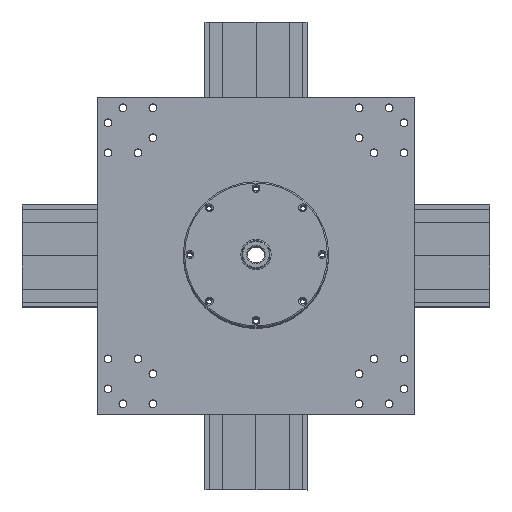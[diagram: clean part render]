
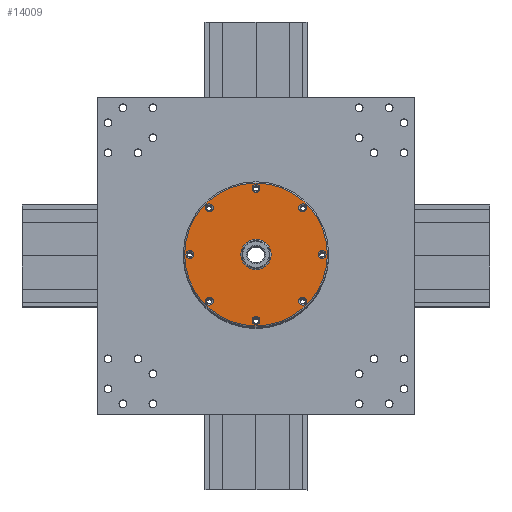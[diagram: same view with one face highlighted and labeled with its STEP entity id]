
A CAD part, top view. The second image highlights one B-rep face of the part: STEP entity #14009.
In plain terms, the highlighted planar face has unit normal (0, 0, 1).
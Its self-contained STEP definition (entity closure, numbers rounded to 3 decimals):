
#351=FACE_BOUND('',#3301,.T.);
#352=FACE_BOUND('',#3302,.T.);
#353=FACE_BOUND('',#3303,.T.);
#354=FACE_BOUND('',#3304,.T.);
#355=FACE_BOUND('',#3305,.T.);
#356=FACE_BOUND('',#3306,.T.);
#357=FACE_BOUND('',#3307,.T.);
#358=FACE_BOUND('',#3308,.T.);
#359=FACE_BOUND('',#3309,.T.);
#815=PLANE('',#15439);
#1420=CIRCLE('',#15437,27.);
#1422=CIRCLE('',#15440,1.5);
#1423=CIRCLE('',#15441,1.5);
#1424=CIRCLE('',#15442,1.5);
#1425=CIRCLE('',#15443,1.5);
#1426=CIRCLE('',#15444,5.75);
#1427=CIRCLE('',#15445,1.5);
#1428=CIRCLE('',#15446,1.5);
#1429=CIRCLE('',#15447,1.5);
#1430=CIRCLE('',#15448,1.5);
#2465=FACE_OUTER_BOUND('',#3300,.T.);
#3300=EDGE_LOOP('',(#10567));
#3301=EDGE_LOOP('',(#10568));
#3302=EDGE_LOOP('',(#10569));
#3303=EDGE_LOOP('',(#10570));
#3304=EDGE_LOOP('',(#10571));
#3305=EDGE_LOOP('',(#10572));
#3306=EDGE_LOOP('',(#10573));
#3307=EDGE_LOOP('',(#10574));
#3308=EDGE_LOOP('',(#10575));
#3309=EDGE_LOOP('',(#10576));
#6420=VERTEX_POINT('',#23781);
#6421=VERTEX_POINT('',#23785);
#6422=VERTEX_POINT('',#23787);
#6423=VERTEX_POINT('',#23789);
#6424=VERTEX_POINT('',#23791);
#6425=VERTEX_POINT('',#23793);
#6426=VERTEX_POINT('',#23795);
#6427=VERTEX_POINT('',#23797);
#6428=VERTEX_POINT('',#23799);
#6429=VERTEX_POINT('',#23801);
#7969=EDGE_CURVE('',#6420,#6420,#1420,.T.);
#7971=EDGE_CURVE('',#6421,#6421,#1422,.T.);
#7972=EDGE_CURVE('',#6422,#6422,#1423,.T.);
#7973=EDGE_CURVE('',#6423,#6423,#1424,.T.);
#7974=EDGE_CURVE('',#6424,#6424,#1425,.T.);
#7975=EDGE_CURVE('',#6425,#6425,#1426,.T.);
#7976=EDGE_CURVE('',#6426,#6426,#1427,.T.);
#7977=EDGE_CURVE('',#6427,#6427,#1428,.T.);
#7978=EDGE_CURVE('',#6428,#6428,#1429,.T.);
#7979=EDGE_CURVE('',#6429,#6429,#1430,.T.);
#10567=ORIENTED_EDGE('',*,*,#7969,.F.);
#10568=ORIENTED_EDGE('',*,*,#7971,.F.);
#10569=ORIENTED_EDGE('',*,*,#7972,.F.);
#10570=ORIENTED_EDGE('',*,*,#7973,.F.);
#10571=ORIENTED_EDGE('',*,*,#7974,.F.);
#10572=ORIENTED_EDGE('',*,*,#7975,.F.);
#10573=ORIENTED_EDGE('',*,*,#7976,.F.);
#10574=ORIENTED_EDGE('',*,*,#7977,.F.);
#10575=ORIENTED_EDGE('',*,*,#7978,.F.);
#10576=ORIENTED_EDGE('',*,*,#7979,.F.);
#14009=ADVANCED_FACE('',(#2465,#351,#352,#353,#354,#355,#356,#357,#358,
#359),#815,.T.);
#15437=AXIS2_PLACEMENT_3D('',#23782,#17979,#17980);
#15439=AXIS2_PLACEMENT_3D('',#23784,#17983,#17984);
#15440=AXIS2_PLACEMENT_3D('',#23786,#17985,#17986);
#15441=AXIS2_PLACEMENT_3D('',#23788,#17987,#17988);
#15442=AXIS2_PLACEMENT_3D('',#23790,#17989,#17990);
#15443=AXIS2_PLACEMENT_3D('',#23792,#17991,#17992);
#15444=AXIS2_PLACEMENT_3D('',#23794,#17993,#17994);
#15445=AXIS2_PLACEMENT_3D('',#23796,#17995,#17996);
#15446=AXIS2_PLACEMENT_3D('',#23798,#17997,#17998);
#15447=AXIS2_PLACEMENT_3D('',#23800,#17999,#18000);
#15448=AXIS2_PLACEMENT_3D('',#23802,#18001,#18002);
#17979=DIRECTION('center_axis',(0.,0.,-1.));
#17980=DIRECTION('ref_axis',(0.924,-0.383,0.));
#17983=DIRECTION('center_axis',(0.,0.,1.));
#17984=DIRECTION('ref_axis',(0.924,-0.383,0.));
#17985=DIRECTION('center_axis',(0.,0.,1.));
#17986=DIRECTION('ref_axis',(0.924,-0.383,0.));
#17987=DIRECTION('center_axis',(0.,0.,1.));
#17988=DIRECTION('ref_axis',(0.924,-0.383,0.));
#17989=DIRECTION('center_axis',(0.,0.,1.));
#17990=DIRECTION('ref_axis',(0.924,-0.383,0.));
#17991=DIRECTION('center_axis',(0.,0.,1.));
#17992=DIRECTION('ref_axis',(0.924,-0.383,0.));
#17993=DIRECTION('center_axis',(0.,0.,1.));
#17994=DIRECTION('ref_axis',(0.924,-0.383,0.));
#17995=DIRECTION('center_axis',(0.,0.,1.));
#17996=DIRECTION('ref_axis',(0.924,-0.383,0.));
#17997=DIRECTION('center_axis',(0.,0.,1.));
#17998=DIRECTION('ref_axis',(0.924,-0.383,0.));
#17999=DIRECTION('center_axis',(0.,0.,1.));
#18000=DIRECTION('ref_axis',(0.924,-0.383,0.));
#18001=DIRECTION('center_axis',(0.,0.,1.));
#18002=DIRECTION('ref_axis',(0.924,-0.383,0.));
#23781=CARTESIAN_POINT('',(-24.945,10.332,310.));
#23782=CARTESIAN_POINT('Origin',(0.,0.,310.));
#23784=CARTESIAN_POINT('Origin',(0.,0.,310.));
#23785=CARTESIAN_POINT('',(-8.181,22.523,310.));
#23786=CARTESIAN_POINT('Origin',(-9.567,23.097,310.));
#23787=CARTESIAN_POINT('',(24.483,8.993,310.));
#23788=CARTESIAN_POINT('Origin',(23.097,9.567,310.));
#23789=CARTESIAN_POINT('',(10.953,-23.671,310.));
#23790=CARTESIAN_POINT('Origin',(9.567,-23.097,310.));
#23791=CARTESIAN_POINT('',(-8.181,-23.671,310.));
#23792=CARTESIAN_POINT('Origin',(-9.567,-23.097,310.));
#23793=CARTESIAN_POINT('',(5.312,-2.2,310.));
#23794=CARTESIAN_POINT('Origin',(0.,0.,310.));
#23795=CARTESIAN_POINT('',(-21.711,8.993,310.));
#23796=CARTESIAN_POINT('Origin',(-23.097,9.567,310.));
#23797=CARTESIAN_POINT('',(-21.711,-10.141,310.));
#23798=CARTESIAN_POINT('Origin',(-23.097,-9.567,310.));
#23799=CARTESIAN_POINT('',(24.483,-10.141,310.));
#23800=CARTESIAN_POINT('Origin',(23.097,-9.567,310.));
#23801=CARTESIAN_POINT('',(10.953,22.523,310.));
#23802=CARTESIAN_POINT('Origin',(9.567,23.097,310.));
